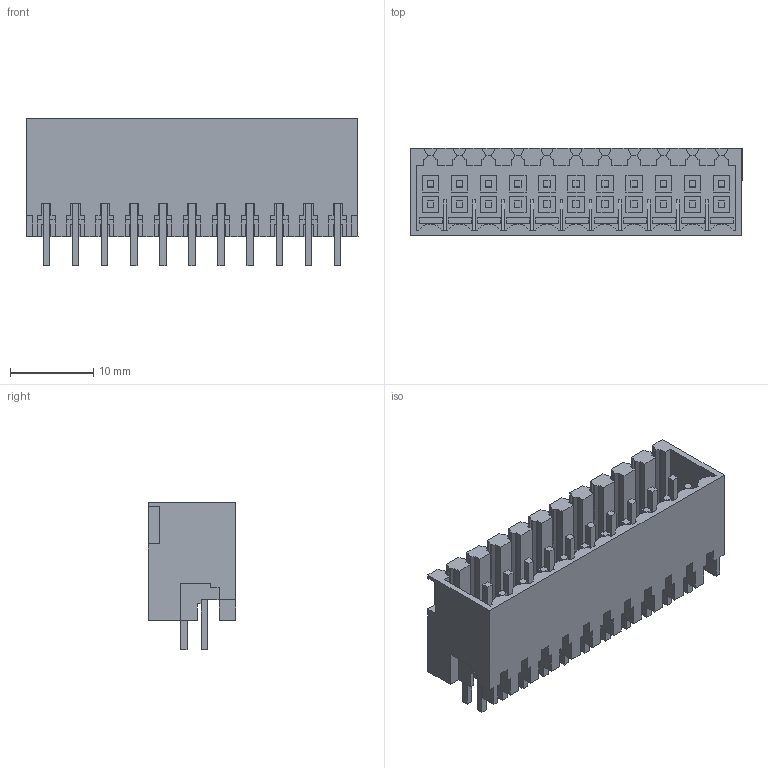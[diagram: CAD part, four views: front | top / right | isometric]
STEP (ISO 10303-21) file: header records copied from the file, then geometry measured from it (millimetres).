
FILE_DESCRIPTION(('CATIA V5 STEP Exchange','CAx-IF Rec.Pracs.--- Model Styling and Organization---1.4--- 2014-01-23'),'2;1');
FILE_NAME ('D1455124_0_1728870000_1728870000.stp','2019-02-22T07:13:49+00:00',('none'),('Weidmueller'),'CATIA Version 5-6 Release 2016 SP3 HF44','CATIA V5 STEP AP214','none');
FILE_SCHEMA(('AUTOMOTIVE_DESIGN { 1 0 10303 214 1 1 1 1 }'));
Length unit declared in the file: millimetre
Products named in the file (1): 1728870000
Bounding box: 39.9 x 10.5 x 17.7 mm (x, y, z)
Volume: 2662.1 mm3; surface area: 5819.1 mm2
Topology: 1 solids, 1 shells, 1032 faces, 2984 edges, 2030 vertices
Faces by surface type: plane 1010, cylinder 22
Entity records: 31579 total; most frequent: ORIENTED_EDGE 5968, CARTESIAN_POINT 5522, DIRECTION 3998, EDGE_CURVE 2984, VECTOR 2940, LINE 2940, VERTEX_POINT 2030, EDGE_LOOP 1108
